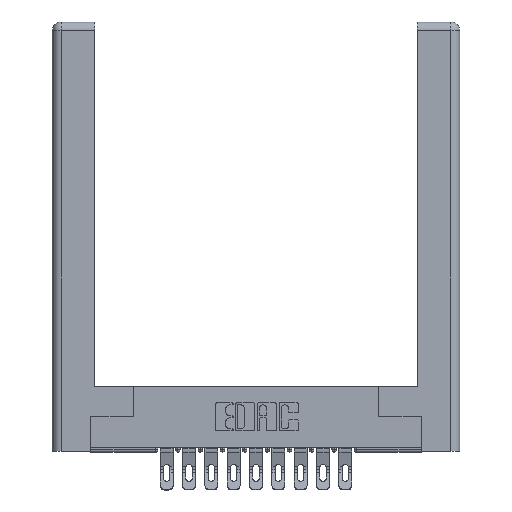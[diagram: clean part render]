
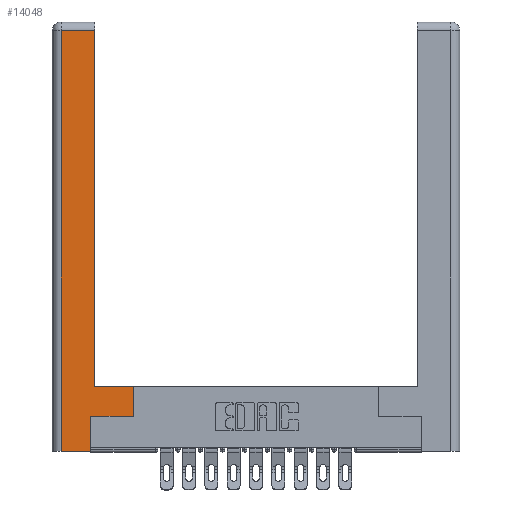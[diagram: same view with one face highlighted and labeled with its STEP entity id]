
A CAD part, top view. The second image highlights one B-rep face of the part: STEP entity #14048.
In plain terms, the highlighted planar face has unit normal (0, 0, 1).
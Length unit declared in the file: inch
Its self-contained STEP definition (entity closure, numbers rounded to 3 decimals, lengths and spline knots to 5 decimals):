
#276 = VECTOR ( 'NONE', #5543, 39.37008 ) ;
#281 = LINE ( 'NONE', #9332, #15689 ) ;
#1088 = ORIENTED_EDGE ( 'NONE', *, *, #7270, .T. ) ;
#1184 = CARTESIAN_POINT ( 'NONE',  ( 0.565, 0.45, 0. ) ) ;
#1190 = CARTESIAN_POINT ( 'NONE',  ( 0.0615, 0., 0. ) ) ;
#1208 = CARTESIAN_POINT ( 'NONE',  ( 0.295, 3., 0. ) ) ;
#1469 = EDGE_CURVE ( 'NONE', #9699, #13629, #1814, .T. ) ;
#1560 = FACE_OUTER_BOUND ( 'NONE', #3319, .T. ) ;
#1592 = ORIENTED_EDGE ( 'NONE', *, *, #9845, .T. ) ;
#1814 = LINE ( 'NONE', #9869, #10229 ) ;
#2712 = VERTEX_POINT ( 'NONE', #12367 ) ;
#2755 = DIRECTION ( 'NONE',  ( -1., 0., 0. ) ) ;
#2800 = CARTESIAN_POINT ( 'NONE',  ( 0.0615, 2.94, 0. ) ) ;
#3319 = EDGE_LOOP ( 'NONE', ( #3537, #8881, #8933, #7576, #13749, #13576, #1592, #1088 ) ) ;
#3457 = CARTESIAN_POINT ( 'NONE',  ( 0.295, 2.94, 0. ) ) ;
#3537 = ORIENTED_EDGE ( 'NONE', *, *, #8551, .T. ) ;
#3667 = DIRECTION ( 'NONE',  ( 0., -1., 0. ) ) ;
#3806 = VECTOR ( 'NONE', #16077, 39.37008 ) ;
#4104 = CARTESIAN_POINT ( 'NONE',  ( 0.0615, 2.94, 0. ) ) ;
#4349 = CARTESIAN_POINT ( 'NONE',  ( 0., 0., 0. ) ) ;
#4437 = CARTESIAN_POINT ( 'NONE',  ( 0.265, 0.245, 0. ) ) ;
#4979 = VERTEX_POINT ( 'NONE', #12508 ) ;
#5354 = DIRECTION ( 'NONE',  ( 1., 0., 0. ) ) ;
#5543 = DIRECTION ( 'NONE',  ( -1., 0., 0. ) ) ;
#5586 = EDGE_CURVE ( 'NONE', #13002, #9699, #15681, .T. ) ;
#6015 = VERTEX_POINT ( 'NONE', #16955 ) ;
#6346 = VERTEX_POINT ( 'NONE', #8952 ) ;
#7270 = EDGE_CURVE ( 'NONE', #2712, #4979, #8011, .T. ) ;
#7576 = ORIENTED_EDGE ( 'NONE', *, *, #15678, .T. ) ;
#7820 = CARTESIAN_POINT ( 'NONE',  ( 0.565, 0.245, 0. ) ) ;
#8011 = LINE ( 'NONE', #15974, #11928 ) ;
#8061 = EDGE_CURVE ( 'NONE', #6346, #9659, #14592, .T. ) ;
#8081 = LINE ( 'NONE', #7820, #8292 ) ;
#8292 = VECTOR ( 'NONE', #11679, 39.37008 ) ;
#8337 = DIRECTION ( 'NONE',  ( -1., 0., 0. ) ) ;
#8551 = EDGE_CURVE ( 'NONE', #4979, #13002, #11875, .T. ) ;
#8881 = ORIENTED_EDGE ( 'NONE', *, *, #5586, .T. ) ;
#8933 = ORIENTED_EDGE ( 'NONE', *, *, #1469, .T. ) ;
#8952 = CARTESIAN_POINT ( 'NONE',  ( 0.265, 0., 0. ) ) ;
#9207 = VECTOR ( 'NONE', #10375, 39.37008 ) ;
#9332 = CARTESIAN_POINT ( 'NONE',  ( 0.265, 0., 0. ) ) ;
#9455 = DIRECTION ( 'NONE',  ( 0., 1., 0. ) ) ;
#9659 = VERTEX_POINT ( 'NONE', #4437 ) ;
#9699 = VERTEX_POINT ( 'NONE', #2800 ) ;
#9845 = EDGE_CURVE ( 'NONE', #6015, #2712, #17021, .T. ) ;
#9869 = CARTESIAN_POINT ( 'NONE',  ( 0.0615, 0., 0. ) ) ;
#10229 = VECTOR ( 'NONE', #3667, 39.37008 ) ;
#10375 = DIRECTION ( 'NONE',  ( 0., 1., 0. ) ) ;
#10921 = CARTESIAN_POINT ( 'NONE',  ( 0.265, 0.245, 0. ) ) ;
#11679 = DIRECTION ( 'NONE',  ( 1., 0., 0. ) ) ;
#11875 = LINE ( 'NONE', #1208, #9207 ) ;
#11928 = VECTOR ( 'NONE', #2755, 39.37008 ) ;
#12138 = DIRECTION ( 'NONE',  ( 0., 0., -1. ) ) ;
#12367 = CARTESIAN_POINT ( 'NONE',  ( 0.565, 0.45, 0. ) ) ;
#12508 = CARTESIAN_POINT ( 'NONE',  ( 0.295, 0.45, 0. ) ) ;
#13002 = VERTEX_POINT ( 'NONE', #3457 ) ;
#13564 = PLANE ( 'NONE',  #14134 ) ;
#13576 = ORIENTED_EDGE ( 'NONE', *, *, #14771, .T. ) ;
#13629 = VERTEX_POINT ( 'NONE', #1190 ) ;
#13749 = ORIENTED_EDGE ( 'NONE', *, *, #8061, .T. ) ;
#14048 = ADVANCED_FACE ( 'NONE', ( #1560 ), #13564, .F. ) ;
#14134 = AXIS2_PLACEMENT_3D ( 'NONE', #4349, #12138, #8337 ) ;
#14592 = LINE ( 'NONE', #10921, #15830 ) ;
#14771 = EDGE_CURVE ( 'NONE', #9659, #6015, #8081, .T. ) ;
#15678 = EDGE_CURVE ( 'NONE', #13629, #6346, #281, .T. ) ;
#15681 = LINE ( 'NONE', #4104, #276 ) ;
#15689 = VECTOR ( 'NONE', #5354, 39.37008 ) ;
#15830 = VECTOR ( 'NONE', #9455, 39.37008 ) ;
#15974 = CARTESIAN_POINT ( 'NONE',  ( 0.295, 0.45, 0. ) ) ;
#16077 = DIRECTION ( 'NONE',  ( 0., 1., 0. ) ) ;
#16955 = CARTESIAN_POINT ( 'NONE',  ( 0.565, 0.245, 0. ) ) ;
#17021 = LINE ( 'NONE', #1184, #3806 ) ;
